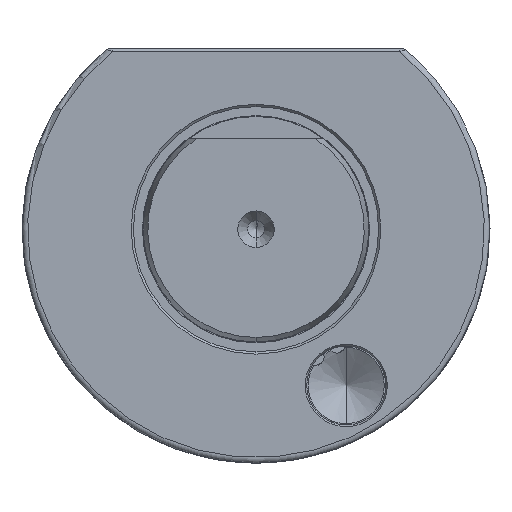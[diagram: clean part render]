
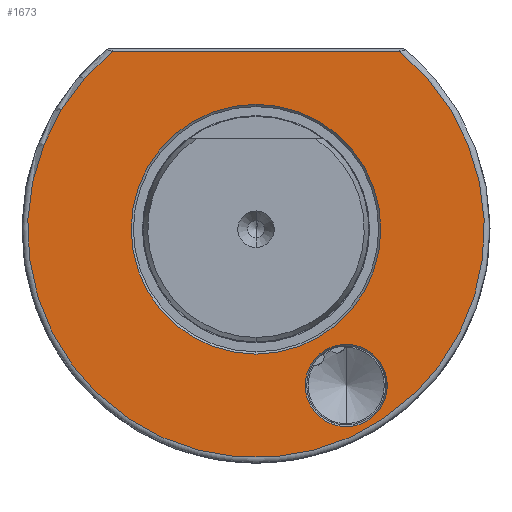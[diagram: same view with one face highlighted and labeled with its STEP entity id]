
A CAD part, front view. The second image highlights one B-rep face of the part: STEP entity #1673.
In plain terms, the highlighted planar face has unit normal (0, -1, 0).
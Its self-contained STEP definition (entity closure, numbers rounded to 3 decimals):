
#683 = CIRCLE ( 'NONE', #20188, 7.289 ) ;
#1673 = ADVANCED_FACE ( 'NONE', ( #5861, #39933, #17038 ), #27844, .T. ) ;
#2440 = DIRECTION ( 'NONE',  ( 0., 0., -1. ) ) ;
#3679 = CARTESIAN_POINT ( 'NONE',  ( -25.453, 63., -31.502 ) ) ;
#4160 = EDGE_CURVE ( 'NONE', #27116, #33375, #5276, .T. ) ;
#5276 = LINE ( 'NONE', #40840, #7852 ) ;
#5491 = DIRECTION ( 'NONE',  ( 0., -1., 0. ) ) ;
#5861 = FACE_BOUND ( 'NONE', #33262, .T. ) ;
#6391 = ORIENTED_EDGE ( 'NONE', *, *, #4160, .T. ) ;
#7852 = VECTOR ( 'NONE', #11860, 1000. ) ;
#8732 = CARTESIAN_POINT ( 'NONE',  ( -16., 63., 20.424 ) ) ;
#8764 = CIRCLE ( 'NONE', #19928, 22.15 ) ;
#9811 = EDGE_CURVE ( 'NONE', #31097, #37969, #30897, .T. ) ;
#11034 = EDGE_LOOP ( 'NONE', ( #33854, #39064 ) ) ;
#11043 = DIRECTION ( 'NONE',  ( 0., 0., -1. ) ) ;
#11313 = CARTESIAN_POINT ( 'NONE',  ( 0., 63., 0. ) ) ;
#11411 = EDGE_CURVE ( 'NONE', #23744, #14982, #11809, .T. ) ;
#11809 = CIRCLE ( 'NONE', #36084, 7.289 ) ;
#11860 = DIRECTION ( 'NONE',  ( 1., 0., 0. ) ) ;
#12546 = CARTESIAN_POINT ( 'NONE',  ( -16., 63., 27.713 ) ) ;
#12553 = CARTESIAN_POINT ( 'NONE',  ( -16., 63., 35.001 ) ) ;
#12882 = AXIS2_PLACEMENT_3D ( 'NONE', #31223, #40755, #27985 ) ;
#14736 = ORIENTED_EDGE ( 'NONE', *, *, #30151, .T. ) ;
#14813 = DIRECTION ( 'NONE',  ( 0., 0., -1. ) ) ;
#14982 = VERTEX_POINT ( 'NONE', #12553 ) ;
#16357 = DIRECTION ( 'NONE',  ( 0., 0., -1. ) ) ;
#17038 = FACE_BOUND ( 'NONE', #11034, .T. ) ;
#18302 = EDGE_CURVE ( 'NONE', #14982, #23744, #683, .T. ) ;
#18364 = ORIENTED_EDGE ( 'NONE', *, *, #27927, .F. ) ;
#19682 = CARTESIAN_POINT ( 'NONE',  ( -16., 63., 27.713 ) ) ;
#19813 = DIRECTION ( 'NONE',  ( 0., 1., 0. ) ) ;
#19928 = AXIS2_PLACEMENT_3D ( 'NONE', #31376, #5491, #2440 ) ;
#20188 = AXIS2_PLACEMENT_3D ( 'NONE', #19682, #19813, #30056 ) ;
#23744 = VERTEX_POINT ( 'NONE', #8732 ) ;
#24708 = CARTESIAN_POINT ( 'NONE',  ( 0., 63., 22.15 ) ) ;
#24913 = DIRECTION ( 'NONE',  ( 0., -1., 0. ) ) ;
#25671 = CARTESIAN_POINT ( 'NONE',  ( 25.456, 63., -31.5 ) ) ;
#26051 = DIRECTION ( 'NONE',  ( 0., 1., 0. ) ) ;
#27116 = VERTEX_POINT ( 'NONE', #3679 ) ;
#27844 = PLANE ( 'NONE',  #12882 ) ;
#27927 = EDGE_CURVE ( 'NONE', #37969, #31097, #8764, .T. ) ;
#27985 = DIRECTION ( 'NONE',  ( 0., 0., -1. ) ) ;
#28191 = ORIENTED_EDGE ( 'NONE', *, *, #9811, .F. ) ;
#28222 = CARTESIAN_POINT ( 'NONE',  ( 0., 63., -22.15 ) ) ;
#28956 = CIRCLE ( 'NONE', #34025, 40.5 ) ;
#30056 = DIRECTION ( 'NONE',  ( 0., 0., -1. ) ) ;
#30151 = EDGE_CURVE ( 'NONE', #33375, #27116, #28956, .T. ) ;
#30897 = CIRCLE ( 'NONE', #32988, 22.15 ) ;
#31097 = VERTEX_POINT ( 'NONE', #28222 ) ;
#31223 = CARTESIAN_POINT ( 'NONE',  ( 22.15, 63., 0. ) ) ;
#31376 = CARTESIAN_POINT ( 'NONE',  ( 0., 63., 0. ) ) ;
#32926 = EDGE_LOOP ( 'NONE', ( #14736, #6391 ) ) ;
#32988 = AXIS2_PLACEMENT_3D ( 'NONE', #34003, #24913, #14813 ) ;
#33262 = EDGE_LOOP ( 'NONE', ( #28191, #18364 ) ) ;
#33375 = VERTEX_POINT ( 'NONE', #25671 ) ;
#33854 = ORIENTED_EDGE ( 'NONE', *, *, #11411, .T. ) ;
#34003 = CARTESIAN_POINT ( 'NONE',  ( 0., 63., 0. ) ) ;
#34025 = AXIS2_PLACEMENT_3D ( 'NONE', #11313, #40580, #11043 ) ;
#36084 = AXIS2_PLACEMENT_3D ( 'NONE', #12546, #26051, #16357 ) ;
#37969 = VERTEX_POINT ( 'NONE', #24708 ) ;
#39064 = ORIENTED_EDGE ( 'NONE', *, *, #18302, .T. ) ;
#39933 = FACE_OUTER_BOUND ( 'NONE', #32926, .T. ) ;
#40580 = DIRECTION ( 'NONE',  ( 0., -1., 0. ) ) ;
#40755 = DIRECTION ( 'NONE',  ( 0., -1., 0. ) ) ;
#40840 = CARTESIAN_POINT ( 'NONE',  ( 24.824, 63., -31.5 ) ) ;
